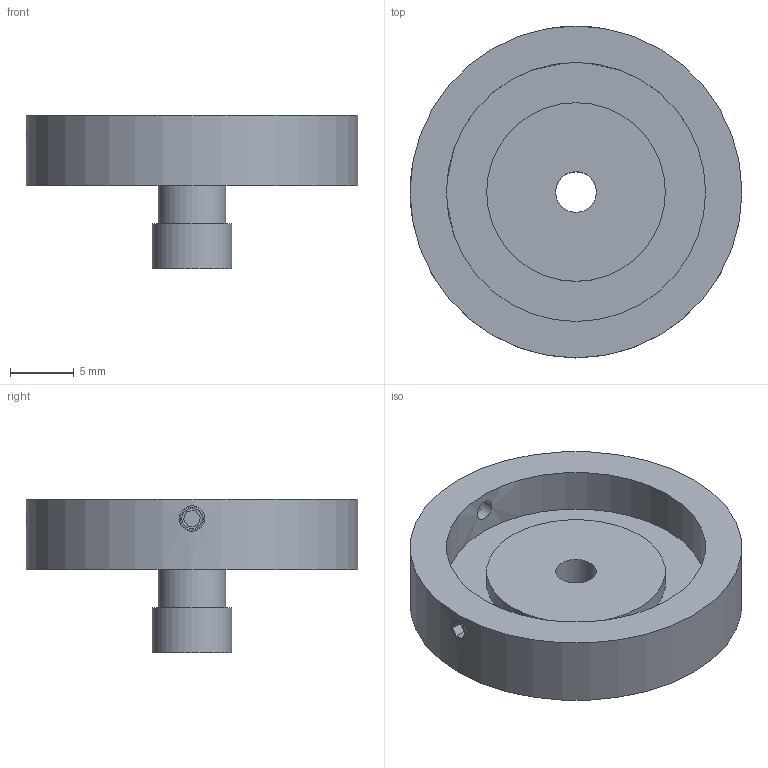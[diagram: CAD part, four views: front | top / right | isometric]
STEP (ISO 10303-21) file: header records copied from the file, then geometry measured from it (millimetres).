
FILE_DESCRIPTION (( 'STEP AP203' ), '1' );
FILE_NAME ('UIS-ADP-SMA.STEP', '2015-12-15T02:03:56', ( '' ), ( '' ), 'SwSTEP 2.0', 'SolidWorks 2015', '' );
FILE_SCHEMA (( 'CONFIG_CONTROL_DESIGN' ));
Length unit declared in the file: millimetre
Products named in the file (1): UIS-ADP-SMA
Bounding box: 26 x 26 x 12 mm (x, y, z)
Volume: 2064.8 mm3; surface area: 2072.4 mm2
Topology: 3 solids, 3 shells, 38 faces, 78 edges, 52 vertices
Faces by surface type: plane 24, cylinder 10, cone 4
Full cylindrical faces by diameter (mm): 1.6 x2, 2 x2, 3.18 x1, 5.3 x1, 6.22 x1, 14 x1, 20.3 x1, 26 x1
Entity records: 1081 total; most frequent: CARTESIAN_POINT 255, DIRECTION 154, ORIENTED_EDGE 120, EDGE_LOOP 64, EDGE_CURVE 60, AXIS2_PLACEMENT_3D 59, FACE_OUTER_BOUND 48, VERTEX_POINT 48
